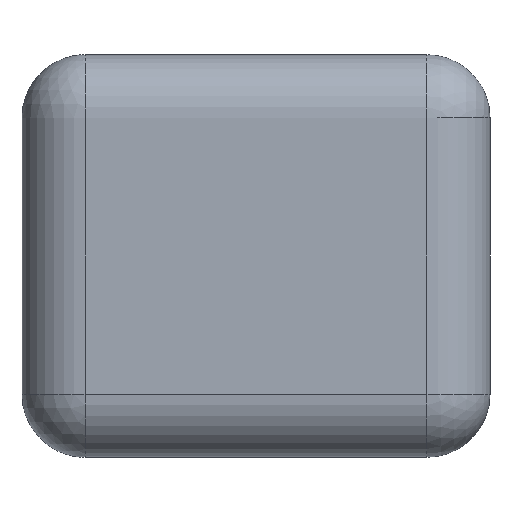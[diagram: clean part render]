
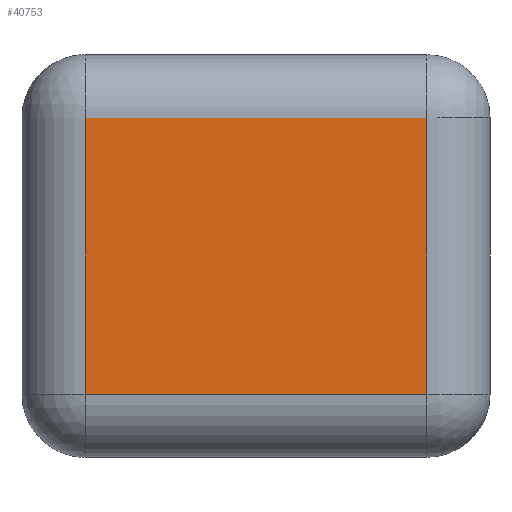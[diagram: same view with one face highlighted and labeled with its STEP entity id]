
A CAD part, front view. The second image highlights one B-rep face of the part: STEP entity #40753.
In plain terms, the highlighted planar face has unit normal (0, -1, 0).
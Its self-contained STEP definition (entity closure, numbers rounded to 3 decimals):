
#1204 = ORIENTED_EDGE ( 'NONE', *, *, #55407, .T. ) ;
#5588 = FACE_OUTER_BOUND ( 'NONE', #54791, .T. ) ;
#7445 = CARTESIAN_POINT ( 'NONE',  ( 0., -118.479, 175.208 ) ) ;
#8362 = LINE ( 'NONE', #62504, #30100 ) ;
#9290 = DIRECTION ( 'NONE',  ( 1., 0., 0. ) ) ;
#14391 = LINE ( 'NONE', #15537, #52232 ) ;
#14879 = LINE ( 'NONE', #7445, #29077 ) ;
#15206 = AXIS2_PLACEMENT_3D ( 'NONE', #53477, #77408, #47581 ) ;
#15537 = CARTESIAN_POINT ( 'NONE',  ( 0., -118.478, -175.209 ) ) ;
#18332 = LINE ( 'NONE', #52893, #62188 ) ;
#19579 = DIRECTION ( 'NONE',  ( -1., 0., 0. ) ) ;
#25345 = CARTESIAN_POINT ( 'NONE',  ( 216.707, -118.479, 175.208 ) ) ;
#26374 = DIRECTION ( 'NONE',  ( 0., 0., 1. ) ) ;
#27189 = CARTESIAN_POINT ( 'NONE',  ( -216.707, -118.478, -175.209 ) ) ;
#29077 = VECTOR ( 'NONE', #19579, 1000. ) ;
#29526 = PLANE ( 'NONE',  #15206 ) ;
#29898 = EDGE_CURVE ( 'NONE', #53701, #44773, #14391, .T. ) ;
#30100 = VECTOR ( 'NONE', #26374, 1000. ) ;
#31703 = CARTESIAN_POINT ( 'NONE',  ( 216.707, -118.478, -175.209 ) ) ;
#33880 = EDGE_CURVE ( 'NONE', #44773, #44962, #8362, .T. ) ;
#40753 = ADVANCED_FACE ( 'NONE', ( #5588 ), #29526, .T. ) ;
#42445 = ORIENTED_EDGE ( 'NONE', *, *, #29898, .T. ) ;
#44773 = VERTEX_POINT ( 'NONE', #31703 ) ;
#44962 = VERTEX_POINT ( 'NONE', #25345 ) ;
#45820 = ORIENTED_EDGE ( 'NONE', *, *, #33880, .T. ) ;
#47581 = DIRECTION ( 'NONE',  ( 0., 0., -1. ) ) ;
#51055 = VERTEX_POINT ( 'NONE', #54692 ) ;
#51329 = ORIENTED_EDGE ( 'NONE', *, *, #72677, .T. ) ;
#52232 = VECTOR ( 'NONE', #9290, 1000. ) ;
#52893 = CARTESIAN_POINT ( 'NONE',  ( -216.707, -118.478, 0. ) ) ;
#53477 = CARTESIAN_POINT ( 'NONE',  ( 0., -118.478, 0. ) ) ;
#53701 = VERTEX_POINT ( 'NONE', #27189 ) ;
#54692 = CARTESIAN_POINT ( 'NONE',  ( -216.707, -118.479, 175.208 ) ) ;
#54791 = EDGE_LOOP ( 'NONE', ( #42445, #45820, #51329, #1204 ) ) ;
#55407 = EDGE_CURVE ( 'NONE', #51055, #53701, #18332, .T. ) ;
#62188 = VECTOR ( 'NONE', #71322, 1000. ) ;
#62504 = CARTESIAN_POINT ( 'NONE',  ( 216.707, -118.478, 0. ) ) ;
#71322 = DIRECTION ( 'NONE',  ( 0., 0., -1. ) ) ;
#72677 = EDGE_CURVE ( 'NONE', #44962, #51055, #14879, .T. ) ;
#77408 = DIRECTION ( 'NONE',  ( 0., -1., 0. ) ) ;
